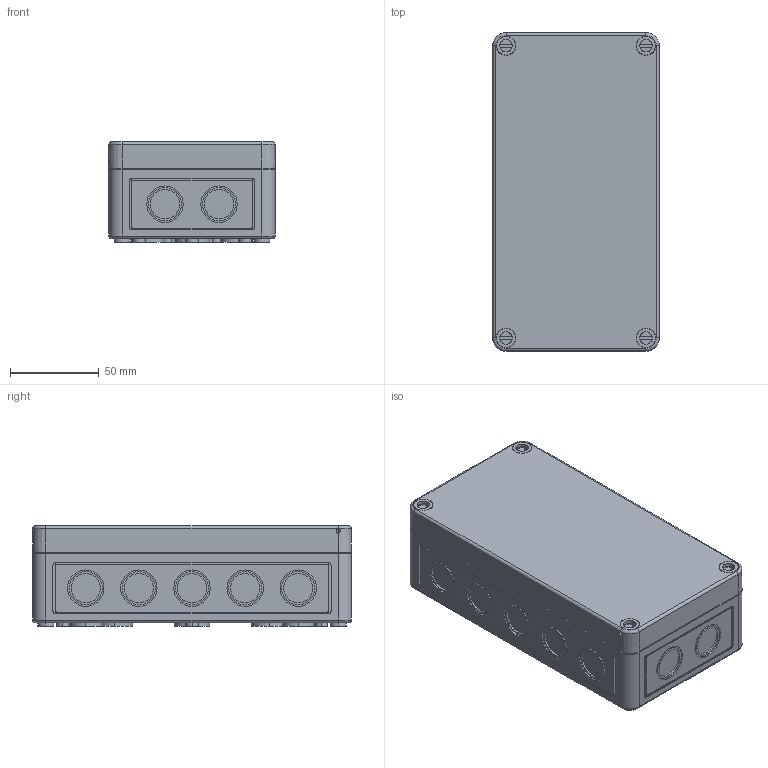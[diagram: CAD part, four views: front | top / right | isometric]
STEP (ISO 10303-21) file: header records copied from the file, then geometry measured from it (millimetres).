
FILE_DESCRIPTION (( 'STEP AP203' ), '1' );
FILE_NAME ('60091815.step', '2014-12-03T15:00:29', ( 'Windows-Benutzer' ), ( '' ), 'SwSTEP 2.0', 'SolidWorks 2014', '' );
FILE_SCHEMA (( 'CONFIG_CONTROL_DESIGN' ));
Length unit declared in the file: millimetre
Products named in the file (4): Kasten_TK1809-m60091815; Deckel_TK1809-660091815; Schraube_TK34mm-grau60091815; 60091815
Assembly tree (6 placements, depth 2):
  60091815
    Kasten_TK1809-m60091815
    Deckel_TK1809-660091815
    Schraube_TK34mm-grau60091815  x4
Bounding box: 94 x 180 x 56.7 mm (x, y, z)
Volume: 196074.1 mm3; surface area: 154712 mm2
Topology: 6 solids, 6 shells, 935 faces, 2316 edges, 1515 vertices
Faces by surface type: plane 437, cylinder 416, cone 64, torus 16, sphere 2
Entity records: 24710 total; most frequent: DIRECTION 4480, CARTESIAN_POINT 4253, ORIENTED_EDGE 3972, EDGE_CURVE 1986, AXIS2_PLACEMENT_3D 1706, VERTEX_POINT 1299, LINE 1068, VECTOR 1068
